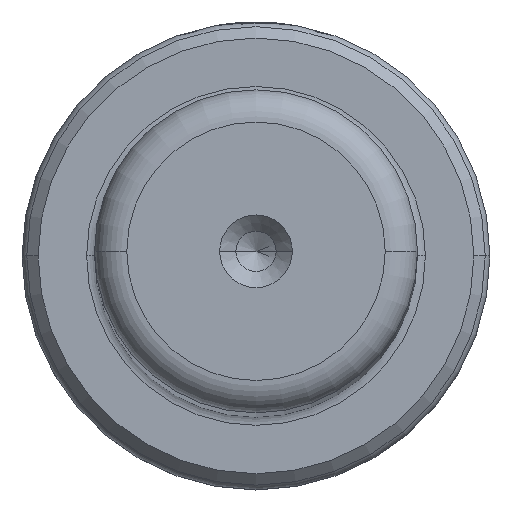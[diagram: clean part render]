
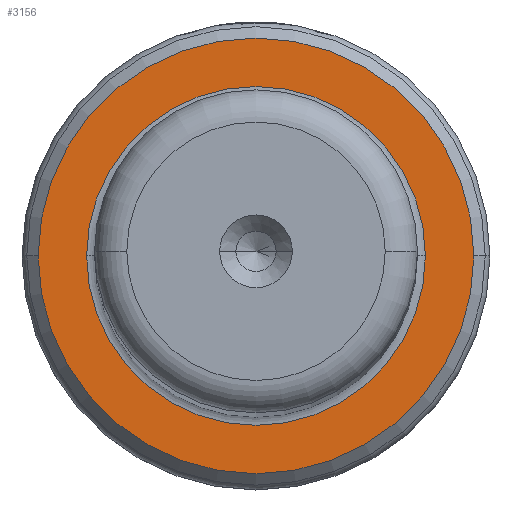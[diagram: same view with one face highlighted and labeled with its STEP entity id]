
A CAD part, top view. The second image highlights one B-rep face of the part: STEP entity #3156.
In plain terms, the highlighted planar face has unit normal (0, 0, 1).
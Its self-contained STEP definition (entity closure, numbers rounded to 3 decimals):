
#15 = CARTESIAN_POINT ( 'NONE',  ( -10.5, 0., 20. ) ) ;
#142 = CIRCLE ( 'NONE', #2265, 13.5 ) ;
#175 = ORIENTED_EDGE ( 'NONE', *, *, #3246, .T. ) ;
#203 = DIRECTION ( 'NONE',  ( 0., 0., 1. ) ) ;
#454 = DIRECTION ( 'NONE',  ( 0., 0., -1. ) ) ;
#516 = DIRECTION ( 'NONE',  ( -1., 0., 0. ) ) ;
#525 = VERTEX_POINT ( 'NONE', #2317 ) ;
#687 = DIRECTION ( 'NONE',  ( 0., 0., 1. ) ) ;
#767 = PLANE ( 'NONE',  #1894 ) ;
#961 = CARTESIAN_POINT ( 'NONE',  ( -13.5, 0., 20. ) ) ;
#1016 = FACE_BOUND ( 'NONE', #2621, .T. ) ;
#1134 = CIRCLE ( 'NONE', #2972, 10.5 ) ;
#1222 = DIRECTION ( 'NONE',  ( 1., 0., 0. ) ) ;
#1286 = ORIENTED_EDGE ( 'NONE', *, *, #3036, .T. ) ;
#1315 = DIRECTION ( 'NONE',  ( 1., 0., 0. ) ) ;
#1499 = DIRECTION ( 'NONE',  ( 1., 0., 0. ) ) ;
#1619 = VERTEX_POINT ( 'NONE', #2051 ) ;
#1621 = CIRCLE ( 'NONE', #3258, 13.5 ) ;
#1747 = CARTESIAN_POINT ( 'NONE',  ( 0., 0., 20. ) ) ;
#1824 = CARTESIAN_POINT ( 'NONE',  ( 0., 0., 20. ) ) ;
#1894 = AXIS2_PLACEMENT_3D ( 'NONE', #1824, #2533, #1315 ) ;
#1947 = CARTESIAN_POINT ( 'NONE',  ( 0., 0., 20. ) ) ;
#1996 = CARTESIAN_POINT ( 'NONE',  ( 0., 0., 20. ) ) ;
#2001 = EDGE_LOOP ( 'NONE', ( #2358, #2238 ) ) ;
#2051 = CARTESIAN_POINT ( 'NONE',  ( 10.5, 0., 20. ) ) ;
#2078 = CARTESIAN_POINT ( 'NONE',  ( 0., 0., 20. ) ) ;
#2238 = ORIENTED_EDGE ( 'NONE', *, *, #3119, .T. ) ;
#2265 = AXIS2_PLACEMENT_3D ( 'NONE', #1947, #687, #1222 ) ;
#2317 = CARTESIAN_POINT ( 'NONE',  ( 13.5, 0., 20. ) ) ;
#2347 = VERTEX_POINT ( 'NONE', #15 ) ;
#2358 = ORIENTED_EDGE ( 'NONE', *, *, #3045, .T. ) ;
#2533 = DIRECTION ( 'NONE',  ( 0., 0., 1. ) ) ;
#2570 = AXIS2_PLACEMENT_3D ( 'NONE', #2078, #2827, #516 ) ;
#2621 = EDGE_LOOP ( 'NONE', ( #1286, #175 ) ) ;
#2655 = VERTEX_POINT ( 'NONE', #961 ) ;
#2827 = DIRECTION ( 'NONE',  ( 0., 0., -1. ) ) ;
#2972 = AXIS2_PLACEMENT_3D ( 'NONE', #1996, #454, #2994 ) ;
#2994 = DIRECTION ( 'NONE',  ( -1., 0., 0. ) ) ;
#3036 = EDGE_CURVE ( 'NONE', #2347, #1619, #1134, .T. ) ;
#3043 = FACE_OUTER_BOUND ( 'NONE', #2001, .T. ) ;
#3045 = EDGE_CURVE ( 'NONE', #2655, #525, #1621, .T. ) ;
#3095 = CIRCLE ( 'NONE', #2570, 10.5 ) ;
#3119 = EDGE_CURVE ( 'NONE', #525, #2655, #142, .T. ) ;
#3156 = ADVANCED_FACE ( 'NONE', ( #3043, #1016 ), #767, .T. ) ;
#3246 = EDGE_CURVE ( 'NONE', #1619, #2347, #3095, .T. ) ;
#3258 = AXIS2_PLACEMENT_3D ( 'NONE', #1747, #203, #1499 ) ;
